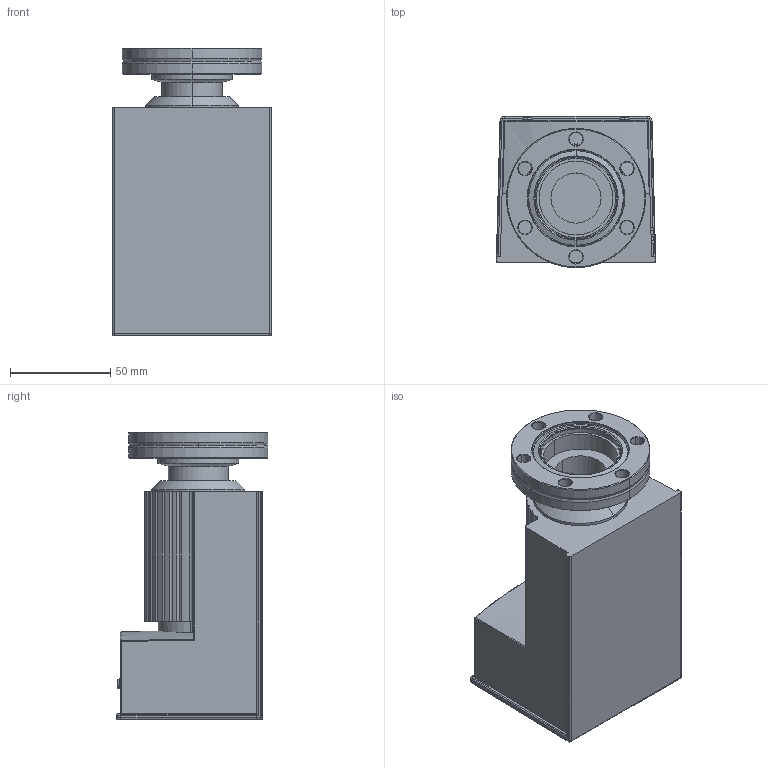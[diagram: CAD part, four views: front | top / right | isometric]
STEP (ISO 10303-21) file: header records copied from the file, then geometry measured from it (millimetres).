
FILE_DESCRIPTION((''),'2;1');
FILE_NAME('351-004.stp','2003-07-16T16:03:52',('BEM'),(''),'Autodesk Inventor (R) 6.0','Autodesk Inventor (R) 6.0','');
FILE_SCHEMA(('AUTOMOTIVE_DESIGN { 1 0 10303 214 1 1 1 1 }'));
Length unit declared in the file: millimetre
Products named in the file (1): 351-004
Bounding box: 79.4 x 75.75 x 143.55 mm (x, y, z)
Volume: 516389.1 mm3; surface area: 69617 mm2
Topology: 1 solids, 1 shells, 281 faces, 717 edges, 457 vertices
Faces by surface type: cylinder 109, plane 97, cone 39, bspline 22, torus 10, sphere 4
Entity records: 9550 total; most frequent: CARTESIAN_POINT 2557, DIRECTION 1527, ORIENTED_EDGE 1430, EDGE_CURVE 715, AXIS2_PLACEMENT_3D 575, VERTEX_POINT 457, VECTOR 377, LINE 377
